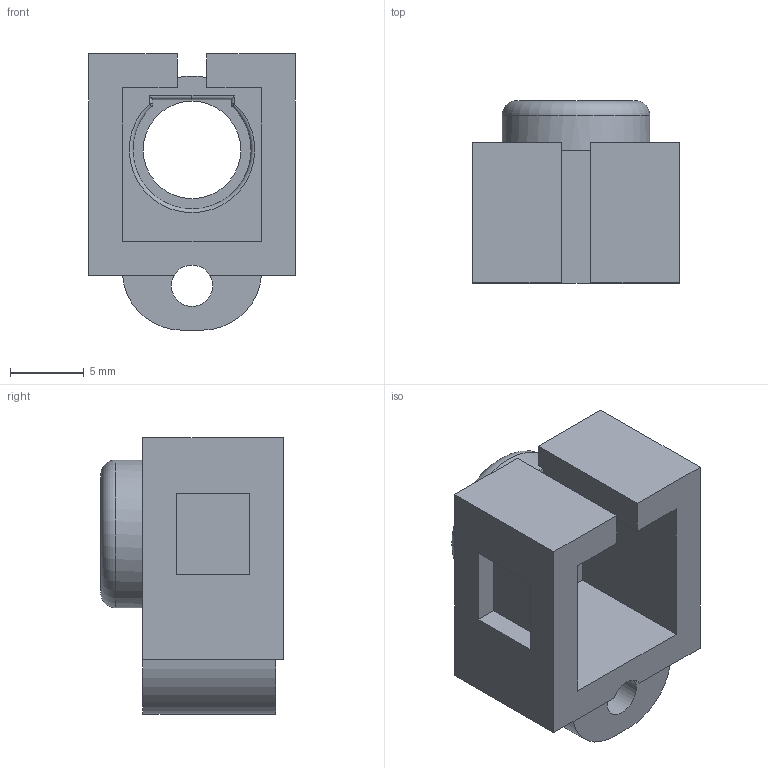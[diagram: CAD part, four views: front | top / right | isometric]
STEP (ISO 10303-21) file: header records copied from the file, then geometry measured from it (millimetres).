
FILE_DESCRIPTION(/* description */ (''),/* implementation_level */ '2;1');
FILE_NAME(/* name */ 'led shroud jack socket v6.stp',/* time_stamp */ '2021-10-12T21:19:47+01:00',/* author */ (''),/* organization */ (''),/* preprocessor_version */ 'ST-DEVELOPER v18.1',/* originating_system */ 'Autodesk Translation Framework v10.10.0.1391',/* authorisation */ '');
FILE_SCHEMA (('AUTOMOTIVE_DESIGN { 1 0 10303 214 3 1 1 }'));
Length unit declared in the file: millimetre
Products named in the file (3): led shroud jack socket; shroud; bracket
Assembly tree (2 placements, depth 2):
  led shroud jack socket
    shroud
    bracket
Bounding box: 14 x 12.35 x 18.7 mm (x, y, z)
Volume: 1278.5 mm3; surface area: 1744.6 mm2
Topology: 2 solids, 2 shells, 56 faces, 139 edges, 90 vertices
Faces by surface type: plane 36, cylinder 13, torus 5, sphere 2
Full cylindrical faces by diameter (mm): 6.6 x1, 10 x1
Entity records: 1772 total; most frequent: CARTESIAN_POINT 326, DIRECTION 293, ORIENTED_EDGE 278, EDGE_CURVE 139, LINE 99, VECTOR 99, AXIS2_PLACEMENT_3D 97, VERTEX_POINT 90
